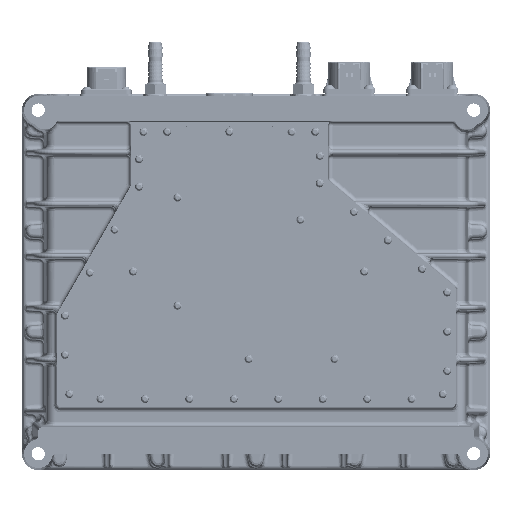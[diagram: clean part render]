
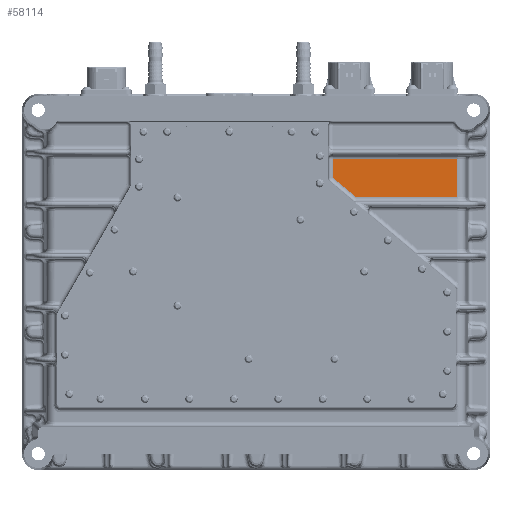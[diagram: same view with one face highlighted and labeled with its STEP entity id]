
A CAD part, front view. The second image highlights one B-rep face of the part: STEP entity #58114.
In plain terms, the highlighted planar face has unit normal (0, -1, 0).
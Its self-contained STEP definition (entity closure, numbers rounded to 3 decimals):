
#822 = ORIENTED_EDGE ( 'NONE', *, *, #114598, .T. ) ;
#12374 = VERTEX_POINT ( 'NONE', #90842 ) ;
#15119 = EDGE_CURVE ( 'NONE', #58099, #161019, #196119, .T. ) ;
#22789 = CARTESIAN_POINT ( 'NONE',  ( 135.473, -3.5, 57.232 ) ) ;
#23059 = B_SPLINE_CURVE_WITH_KNOTS ( 'NONE', 3,
 ( #57649, #217993, #58795, #22789, #149413, #129689 ),
 .UNSPECIFIED., .F., .F.,
 ( 4, 1, 1, 4 ),
 ( 0., 0.333, 0.667, 1. ),
 .UNSPECIFIED. ) ;
#23208 = LINE ( 'NONE', #90603, #201201 ) ;
#24849 = CARTESIAN_POINT ( 'NONE',  ( 135.491, -3.5, 57.232 ) ) ;
#26288 = LINE ( 'NONE', #97155, #210862 ) ;
#27272 = CARTESIAN_POINT ( 'NONE',  ( 135.485, -3.5, 82.768 ) ) ;
#28297 = ORIENTED_EDGE ( 'NONE', *, *, #224856, .F. ) ;
#32498 = VERTEX_POINT ( 'NONE', #33161 ) ;
#33161 = CARTESIAN_POINT ( 'NONE',  ( 67.593, -3.5, 57.232 ) ) ;
#36044 = DIRECTION ( 'NONE',  ( -0.766, 0., 0.643 ) ) ;
#40973 = LINE ( 'NONE', #96688, #179537 ) ;
#53285 = EDGE_CURVE ( 'NONE', #195886, #186534, #23059, .T. ) ;
#57649 = CARTESIAN_POINT ( 'NONE',  ( 135.437, -3.5, 57.232 ) ) ;
#58099 = VERTEX_POINT ( 'NONE', #63470 ) ;
#58114 = ADVANCED_FACE ( 'NONE', ( #155207 ), #97181, .F. ) ;
#58709 = CARTESIAN_POINT ( 'NONE',  ( 135.455, -3.5, 82.768 ) ) ;
#58795 = CARTESIAN_POINT ( 'NONE',  ( 135.455, -3.5, 57.232 ) ) ;
#59882 = CARTESIAN_POINT ( 'NONE',  ( 135.443, -3.5, 82.768 ) ) ;
#63470 = CARTESIAN_POINT ( 'NONE',  ( 135.437, -3.5, 82.768 ) ) ;
#66888 = DIRECTION ( 'NONE',  ( 1., 0., 0. ) ) ;
#70941 = EDGE_LOOP ( 'NONE', ( #87401, #822, #225988, #77336, #28297, #215097, #182468 ) ) ;
#71786 = DIRECTION ( 'NONE',  ( 1., 0., 0. ) ) ;
#77336 = ORIENTED_EDGE ( 'NONE', *, *, #83544, .F. ) ;
#79442 = CARTESIAN_POINT ( 'NONE',  ( 135.491, -3.5, 82.768 ) ) ;
#82170 = VECTOR ( 'NONE', #71786, 1000. ) ;
#83544 = EDGE_CURVE ( 'NONE', #12374, #58099, #141566, .T. ) ;
#87401 = ORIENTED_EDGE ( 'NONE', *, *, #53285, .T. ) ;
#90603 = CARTESIAN_POINT ( 'NONE',  ( 67.593, -3.5, 57.232 ) ) ;
#90842 = CARTESIAN_POINT ( 'NONE',  ( 52.063, -3.5, 82.768 ) ) ;
#96688 = CARTESIAN_POINT ( 'NONE',  ( 67.593, -3.5, 57.232 ) ) ;
#97155 = CARTESIAN_POINT ( 'NONE',  ( 52.063, -3.5, 70.263 ) ) ;
#97181 = PLANE ( 'NONE',  #111841 ) ;
#111841 = AXIS2_PLACEMENT_3D ( 'NONE', #224948, #206363, #66888 ) ;
#114598 = EDGE_CURVE ( 'NONE', #186534, #161019, #195082, .T. ) ;
#122636 = VERTEX_POINT ( 'NONE', #151954 ) ;
#129605 = CARTESIAN_POINT ( 'NONE',  ( 135.473, -3.5, 82.768 ) ) ;
#129689 = CARTESIAN_POINT ( 'NONE',  ( 135.491, -3.5, 57.232 ) ) ;
#140533 = CARTESIAN_POINT ( 'NONE',  ( 135.491, -3.5, 57.232 ) ) ;
#141566 = LINE ( 'NONE', #157853, #82170 ) ;
#146724 = DIRECTION ( 'NONE',  ( 1., 0., 0. ) ) ;
#147030 = CARTESIAN_POINT ( 'NONE',  ( 135.437, -3.5, 82.768 ) ) ;
#149413 = CARTESIAN_POINT ( 'NONE',  ( 135.485, -3.5, 57.232 ) ) ;
#151954 = CARTESIAN_POINT ( 'NONE',  ( 52.063, -3.5, 70.263 ) ) ;
#151989 = EDGE_CURVE ( 'NONE', #32498, #195886, #40973, .T. ) ;
#155207 = FACE_OUTER_BOUND ( 'NONE', #70941, .T. ) ;
#157853 = CARTESIAN_POINT ( 'NONE',  ( 52.063, -3.5, 82.768 ) ) ;
#161019 = VERTEX_POINT ( 'NONE', #79442 ) ;
#163317 = CARTESIAN_POINT ( 'NONE',  ( 135.491, -3.5, 82.768 ) ) ;
#168130 = CARTESIAN_POINT ( 'NONE',  ( 135.437, -3.5, 57.232 ) ) ;
#179537 = VECTOR ( 'NONE', #146724, 1000. ) ;
#182468 = ORIENTED_EDGE ( 'NONE', *, *, #151989, .T. ) ;
#186534 = VERTEX_POINT ( 'NONE', #24849 ) ;
#195082 = LINE ( 'NONE', #140533, #223450 ) ;
#195886 = VERTEX_POINT ( 'NONE', #168130 ) ;
#196119 = B_SPLINE_CURVE_WITH_KNOTS ( 'NONE', 3,
 ( #147030, #59882, #58709, #129605, #27272, #163317 ),
 .UNSPECIFIED., .F., .F.,
 ( 4, 1, 1, 4 ),
 ( 0., 0.333, 0.667, 1. ),
 .UNSPECIFIED. ) ;
#196841 = EDGE_CURVE ( 'NONE', #32498, #122636, #23208, .T. ) ;
#201201 = VECTOR ( 'NONE', #36044, 1000. ) ;
#204048 = DIRECTION ( 'NONE',  ( 0., 0., 1. ) ) ;
#206363 = DIRECTION ( 'NONE',  ( 0., 1., 0. ) ) ;
#210862 = VECTOR ( 'NONE', #204048, 1000. ) ;
#215097 = ORIENTED_EDGE ( 'NONE', *, *, #196841, .F. ) ;
#217993 = CARTESIAN_POINT ( 'NONE',  ( 135.443, -3.5, 57.232 ) ) ;
#223450 = VECTOR ( 'NONE', #228830, 1000. ) ;
#224856 = EDGE_CURVE ( 'NONE', #122636, #12374, #26288, .T. ) ;
#224948 = CARTESIAN_POINT ( 'NONE',  ( 0., -3.5, 0. ) ) ;
#225988 = ORIENTED_EDGE ( 'NONE', *, *, #15119, .F. ) ;
#228830 = DIRECTION ( 'NONE',  ( 0., 0., 1. ) ) ;
